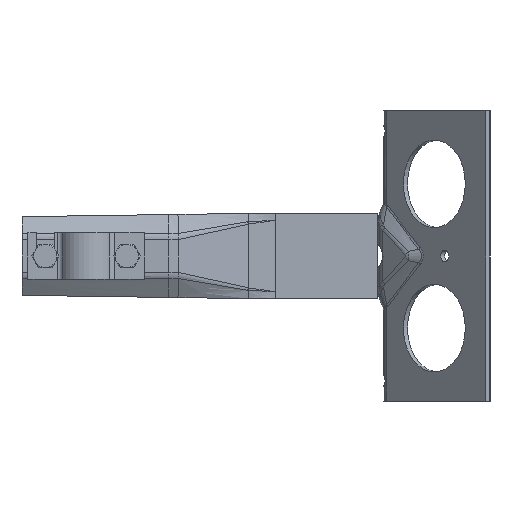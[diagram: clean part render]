
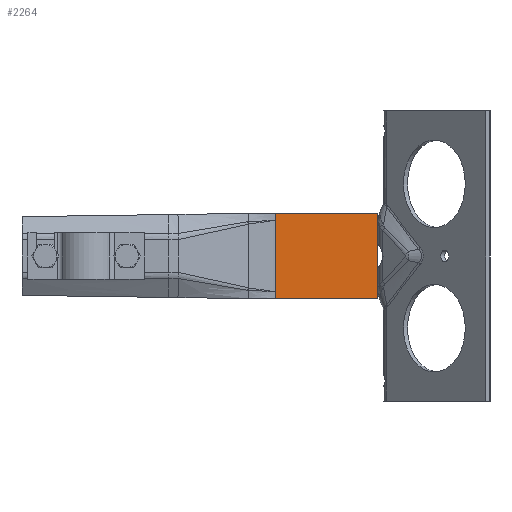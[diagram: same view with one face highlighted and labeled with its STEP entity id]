
A CAD part, left-side view. The second image highlights one B-rep face of the part: STEP entity #2264.
In plain terms, the highlighted face is planar.
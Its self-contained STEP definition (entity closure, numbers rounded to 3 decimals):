
#38 = DIRECTION ( 'NONE',  ( 0., 0., -1. ) ) ;
#154 = LINE ( 'NONE', #12606, #5284 ) ;
#536 = CARTESIAN_POINT ( 'NONE',  ( 35., 2., -14.75 ) ) ;
#659 = VERTEX_POINT ( 'NONE', #17567 ) ;
#672 = CARTESIAN_POINT ( 'NONE',  ( 35., 2., -12.25 ) ) ;
#777 = LINE ( 'NONE', #672, #2468 ) ;
#1258 = EDGE_CURVE ( 'NONE', #11788, #14161, #154, .T. ) ;
#2264 = ADVANCED_FACE ( 'NONE', ( #4873 ), #15688, .F. ) ;
#2468 = VECTOR ( 'NONE', #13319, 1000. ) ;
#2759 = EDGE_CURVE ( 'NONE', #13338, #6212, #3396, .T. ) ;
#2884 = CARTESIAN_POINT ( 'NONE',  ( 35., 2., -12.25 ) ) ;
#2894 = EDGE_CURVE ( 'NONE', #6212, #3367, #8474, .T. ) ;
#3120 = ORIENTED_EDGE ( 'NONE', *, *, #16070, .F. ) ;
#3367 = VERTEX_POINT ( 'NONE', #4348 ) ;
#3396 = LINE ( 'NONE', #17320, #12955 ) ;
#4012 = ORIENTED_EDGE ( 'NONE', *, *, #2759, .T. ) ;
#4348 = CARTESIAN_POINT ( 'NONE',  ( 0., 2., -14.75 ) ) ;
#4634 = AXIS2_PLACEMENT_3D ( 'NONE', #14242, #17250, #38 ) ;
#4873 = FACE_OUTER_BOUND ( 'NONE', #5112, .T. ) ;
#5112 = EDGE_LOOP ( 'NONE', ( #15284, #3120, #4012, #8619, #11054, #8430 ) ) ;
#5284 = VECTOR ( 'NONE', #18928, 1000. ) ;
#5448 = DIRECTION ( 'NONE',  ( -1., 0., 0. ) ) ;
#5997 = LINE ( 'NONE', #18891, #10270 ) ;
#6212 = VERTEX_POINT ( 'NONE', #536 ) ;
#8430 = ORIENTED_EDGE ( 'NONE', *, *, #1258, .T. ) ;
#8474 = LINE ( 'NONE', #16674, #11950 ) ;
#8619 = ORIENTED_EDGE ( 'NONE', *, *, #2894, .T. ) ;
#10270 = VECTOR ( 'NONE', #11006, 1000. ) ;
#11006 = DIRECTION ( 'NONE',  ( 0., 0., 1. ) ) ;
#11054 = ORIENTED_EDGE ( 'NONE', *, *, #18955, .T. ) ;
#11788 = VERTEX_POINT ( 'NONE', #19391 ) ;
#11950 = VECTOR ( 'NONE', #5448, 1000. ) ;
#12606 = CARTESIAN_POINT ( 'NONE',  ( 0., 2., 14.75 ) ) ;
#12955 = VECTOR ( 'NONE', #15760, 1000. ) ;
#13319 = DIRECTION ( 'NONE',  ( 0., 0., 1. ) ) ;
#13338 = VERTEX_POINT ( 'NONE', #2884 ) ;
#13560 = EDGE_CURVE ( 'NONE', #14161, #659, #14597, .T. ) ;
#14161 = VERTEX_POINT ( 'NONE', #19421 ) ;
#14242 = CARTESIAN_POINT ( 'NONE',  ( 0., 2., 0. ) ) ;
#14399 = DIRECTION ( 'NONE',  ( 0., 0., -1. ) ) ;
#14597 = LINE ( 'NONE', #19150, #19613 ) ;
#15284 = ORIENTED_EDGE ( 'NONE', *, *, #13560, .T. ) ;
#15688 = PLANE ( 'NONE',  #4634 ) ;
#15760 = DIRECTION ( 'NONE',  ( 0., 0., -1. ) ) ;
#16070 = EDGE_CURVE ( 'NONE', #13338, #659, #777, .T. ) ;
#16674 = CARTESIAN_POINT ( 'NONE',  ( 0., 2., -14.75 ) ) ;
#17250 = DIRECTION ( 'NONE',  ( 0., -1., 0. ) ) ;
#17320 = CARTESIAN_POINT ( 'NONE',  ( 35., 2., 14.75 ) ) ;
#17567 = CARTESIAN_POINT ( 'NONE',  ( 35., 2., 12.25 ) ) ;
#18891 = CARTESIAN_POINT ( 'NONE',  ( 0., 2., 14.75 ) ) ;
#18928 = DIRECTION ( 'NONE',  ( 1., 0., 0. ) ) ;
#18955 = EDGE_CURVE ( 'NONE', #3367, #11788, #5997, .T. ) ;
#19150 = CARTESIAN_POINT ( 'NONE',  ( 35., 2., 14.75 ) ) ;
#19391 = CARTESIAN_POINT ( 'NONE',  ( 0., 2., 14.75 ) ) ;
#19421 = CARTESIAN_POINT ( 'NONE',  ( 35., 2., 14.75 ) ) ;
#19613 = VECTOR ( 'NONE', #14399, 1000. ) ;
